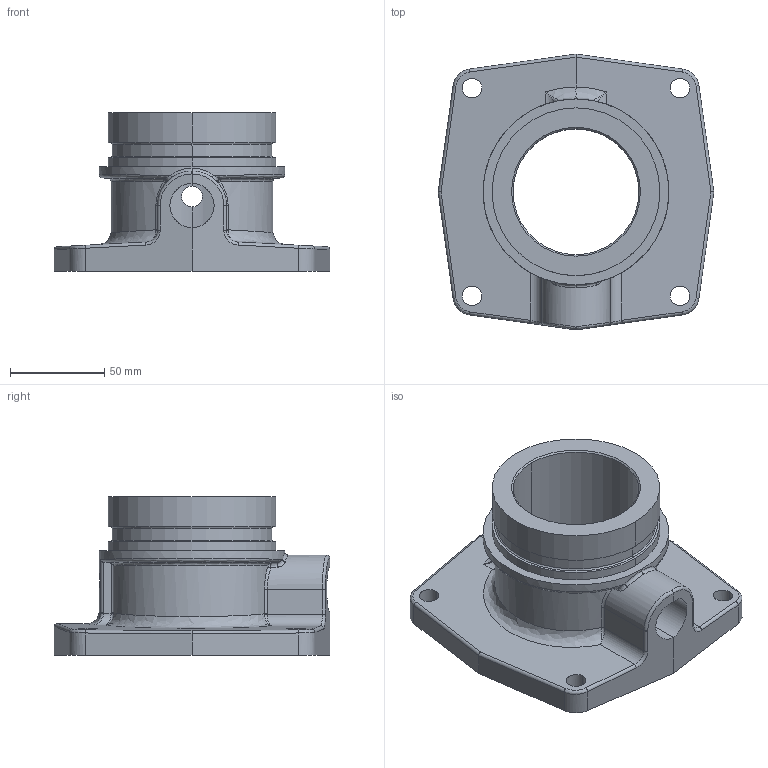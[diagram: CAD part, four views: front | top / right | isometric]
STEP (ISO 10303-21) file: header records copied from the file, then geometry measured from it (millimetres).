
FILE_DESCRIPTION((''),'2;1');
FILE_NAME('C30813_PRT','2006-03-17T',('work1'),(''),'PRO/ENGINEER BY PARAMETRIC TECHNOLOGY CORPORATION, 2005110','PRO/ENGINEER BY PARAMETRIC TECHNOLOGY CORPORATION, 2005110','');
FILE_SCHEMA(('CONFIG_CONTROL_DESIGN'));
Length unit declared in the file: inch
Products named in the file (1): C30813_PRT
Bounding box: 146.05 x 146.05 x 84.15 mm (x, y, z)
Volume: 419571.2 mm3; surface area: 82121.5 mm2
Topology: 1 solids, 1 shells, 116 faces, 277 edges, 162 vertices
Faces by surface type: cylinder 49, bspline 38, plane 19, torus 4, cone 4, sphere 2
Entity records: 6353 total; most frequent: CARTESIAN_POINT 3924, ORIENTED_EDGE 554, DIRECTION 407, EDGE_CURVE 277, VERTEX_POINT 162, AXIS2_PLACEMENT_3D 157, EDGE_LOOP 129, FACE_OUTER_BOUND 116
